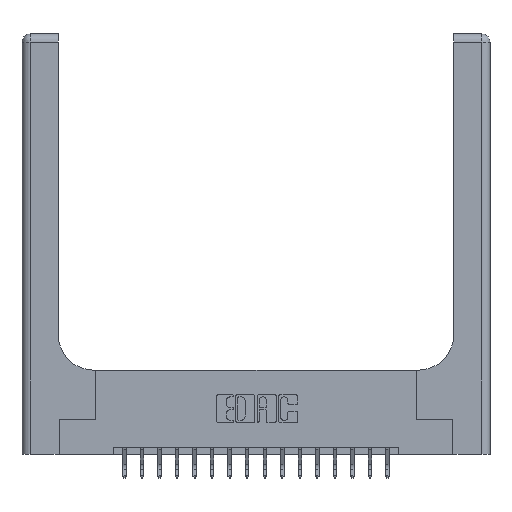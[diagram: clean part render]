
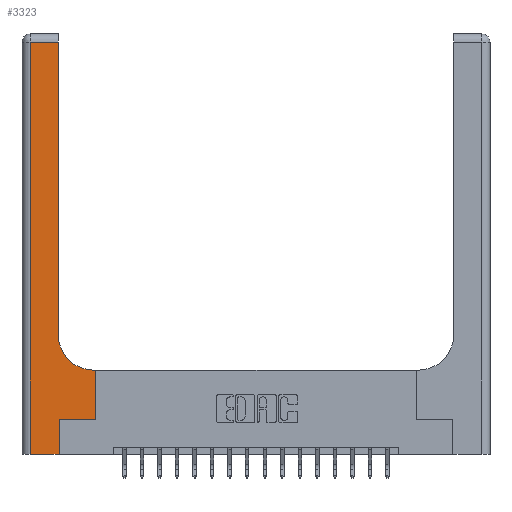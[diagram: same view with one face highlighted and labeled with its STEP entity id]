
A CAD part, top view. The second image highlights one B-rep face of the part: STEP entity #3323.
In plain terms, the highlighted planar face has unit normal (0, 0, 1).
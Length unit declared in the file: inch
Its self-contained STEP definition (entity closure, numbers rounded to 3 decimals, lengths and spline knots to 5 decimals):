
#240 = VECTOR ( 'NONE', #18956, 39.37008 ) ;
#611 = VECTOR ( 'NONE', #2785, 39.37008 ) ;
#1290 = DIRECTION ( 'NONE',  ( 0., 0., -1. ) ) ;
#1323 = EDGE_CURVE ( 'NONE', #5763, #18011, #9233, .T. ) ;
#1522 = CARTESIAN_POINT ( 'NONE',  ( 0.528, 0.6, 0.37 ) ) ;
#1523 = DIRECTION ( 'NONE',  ( 0., 1., 0. ) ) ;
#1653 = CARTESIAN_POINT ( 'NONE',  ( 0., 3., 0.37 ) ) ;
#1808 = EDGE_CURVE ( 'NONE', #17271, #8192, #12978, .T. ) ;
#1865 = AXIS2_PLACEMENT_3D ( 'NONE', #4694, #11952, #9035 ) ;
#2039 = LINE ( 'NONE', #9952, #5661 ) ;
#2412 = VERTEX_POINT ( 'NONE', #8943 ) ;
#2785 = DIRECTION ( 'NONE',  ( 0., 1., 0. ) ) ;
#2856 = CARTESIAN_POINT ( 'NONE',  ( 0.265, 0.25, 0.37 ) ) ;
#2860 = CARTESIAN_POINT ( 'NONE',  ( 0.265, 0.25, 0.37 ) ) ;
#3111 = DIRECTION ( 'NONE',  ( 0., -1., 0. ) ) ;
#3323 = ADVANCED_FACE ( 'NONE', ( #8086 ), #7366, .F. ) ;
#3640 = CARTESIAN_POINT ( 'NONE',  ( 0.26, 0.85, 0.37 ) ) ;
#3651 = VERTEX_POINT ( 'NONE', #3909 ) ;
#3909 = CARTESIAN_POINT ( 'NONE',  ( 0.51, 0.6, 0.37 ) ) ;
#3924 = EDGE_CURVE ( 'NONE', #2412, #19019, #9239, .T. ) ;
#4156 = CARTESIAN_POINT ( 'NONE',  ( 0.528, 0.25, 0.37 ) ) ;
#4312 = DIRECTION ( 'NONE',  ( -1., 0., 0. ) ) ;
#4483 = ORIENTED_EDGE ( 'NONE', *, *, #1808, .T. ) ;
#4694 = CARTESIAN_POINT ( 'NONE',  ( 0.51, 0.85, 0.37 ) ) ;
#5302 = EDGE_LOOP ( 'NONE', ( #9837, #15613, #16823, #5803, #13190, #19322, #4483, #10657, #18571 ) ) ;
#5441 = DIRECTION ( 'NONE',  ( 0., 1., 0. ) ) ;
#5451 = CARTESIAN_POINT ( 'NONE',  ( 0., 2.94, 0.37 ) ) ;
#5661 = VECTOR ( 'NONE', #14168, 39.37008 ) ;
#5763 = VERTEX_POINT ( 'NONE', #3640 ) ;
#5803 = ORIENTED_EDGE ( 'NONE', *, *, #6889, .T. ) ;
#5847 = LINE ( 'NONE', #2860, #6792 ) ;
#6702 = CARTESIAN_POINT ( 'NONE',  ( 0., 0., 0.37 ) ) ;
#6792 = VECTOR ( 'NONE', #8887, 39.37008 ) ;
#6889 = EDGE_CURVE ( 'NONE', #19019, #19397, #14668, .T. ) ;
#7185 = CARTESIAN_POINT ( 'NONE',  ( 0.265, 0., 0.37 ) ) ;
#7366 = PLANE ( 'NONE',  #17423 ) ;
#8086 = FACE_OUTER_BOUND ( 'NONE', #5302, .T. ) ;
#8192 = VERTEX_POINT ( 'NONE', #1522 ) ;
#8460 = CARTESIAN_POINT ( 'NONE',  ( 0.528, 0.25, 0.37 ) ) ;
#8646 = EDGE_CURVE ( 'NONE', #19397, #11367, #16509, .T. ) ;
#8887 = DIRECTION ( 'NONE',  ( 1., 0., 0. ) ) ;
#8893 = VECTOR ( 'NONE', #5441, 39.37008 ) ;
#8943 = CARTESIAN_POINT ( 'NONE',  ( 0.06, 2.94, 0.37 ) ) ;
#9035 = DIRECTION ( 'NONE',  ( 1., 0., 0. ) ) ;
#9233 = LINE ( 'NONE', #18255, #17477 ) ;
#9239 = LINE ( 'NONE', #18853, #14586 ) ;
#9837 = ORIENTED_EDGE ( 'NONE', *, *, #1323, .T. ) ;
#9952 = CARTESIAN_POINT ( 'NONE',  ( 0.26, 0.6, 0.37 ) ) ;
#10657 = ORIENTED_EDGE ( 'NONE', *, *, #19386, .T. ) ;
#11367 = VERTEX_POINT ( 'NONE', #2856 ) ;
#11682 = VECTOR ( 'NONE', #4312, 39.37008 ) ;
#11738 = CARTESIAN_POINT ( 'NONE',  ( 0.26, 2.94, 0.37 ) ) ;
#11952 = DIRECTION ( 'NONE',  ( 0., 0., -1. ) ) ;
#12421 = CIRCLE ( 'NONE', #1865, 0.25 ) ;
#12531 = EDGE_CURVE ( 'NONE', #11367, #17271, #5847, .T. ) ;
#12978 = LINE ( 'NONE', #8460, #8893 ) ;
#13190 = ORIENTED_EDGE ( 'NONE', *, *, #8646, .T. ) ;
#13385 = CARTESIAN_POINT ( 'NONE',  ( 0.06, 0., 0.37 ) ) ;
#14168 = DIRECTION ( 'NONE',  ( -1., 0., 0. ) ) ;
#14407 = EDGE_CURVE ( 'NONE', #18011, #2412, #18269, .T. ) ;
#14586 = VECTOR ( 'NONE', #3111, 39.37008 ) ;
#14668 = LINE ( 'NONE', #6702, #240 ) ;
#15613 = ORIENTED_EDGE ( 'NONE', *, *, #14407, .T. ) ;
#16509 = LINE ( 'NONE', #7185, #611 ) ;
#16823 = ORIENTED_EDGE ( 'NONE', *, *, #3924, .T. ) ;
#17271 = VERTEX_POINT ( 'NONE', #4156 ) ;
#17423 = AXIS2_PLACEMENT_3D ( 'NONE', #1653, #1290, #18108 ) ;
#17477 = VECTOR ( 'NONE', #1523, 39.37008 ) ;
#17596 = EDGE_CURVE ( 'NONE', #3651, #5763, #12421, .T. ) ;
#18011 = VERTEX_POINT ( 'NONE', #11738 ) ;
#18108 = DIRECTION ( 'NONE',  ( -1., 0., 0. ) ) ;
#18255 = CARTESIAN_POINT ( 'NONE',  ( 0.26, 3., 0.37 ) ) ;
#18269 = LINE ( 'NONE', #5451, #11682 ) ;
#18571 = ORIENTED_EDGE ( 'NONE', *, *, #17596, .T. ) ;
#18853 = CARTESIAN_POINT ( 'NONE',  ( 0.06, 3., 0.37 ) ) ;
#18874 = CARTESIAN_POINT ( 'NONE',  ( 0.265, 0., 0.37 ) ) ;
#18956 = DIRECTION ( 'NONE',  ( 1., 0., 0. ) ) ;
#19019 = VERTEX_POINT ( 'NONE', #13385 ) ;
#19322 = ORIENTED_EDGE ( 'NONE', *, *, #12531, .T. ) ;
#19386 = EDGE_CURVE ( 'NONE', #8192, #3651, #2039, .T. ) ;
#19397 = VERTEX_POINT ( 'NONE', #18874 ) ;
